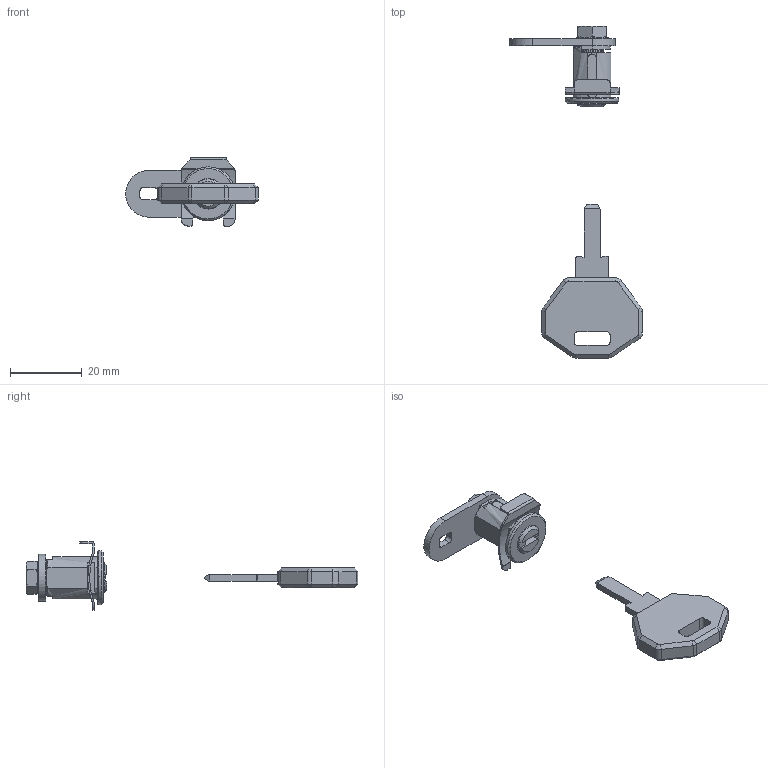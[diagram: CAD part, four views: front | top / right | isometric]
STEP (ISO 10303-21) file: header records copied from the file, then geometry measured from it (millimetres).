
FILE_DESCRIPTION((''),'2;1');
FILE_NAME('','2007-04-02T16:59:59',(''),(''),'','CADfix','');
FILE_SCHEMA(('AUTOMOTIVE_DESIGN { 1 0 10303 214 1 1 1 1 }'));
Length unit declared in the file: millimetre
Bounding box: 36.98 x 92.47 x 19 mm (x, y, z)
Volume: 5355.6 mm3; surface area: 4651.3 mm2
Topology: 7 solids, 7 shells, 249 faces, 667 edges, 438 vertices
Faces by surface type: bspline 249
Entity records: 8091 total; most frequent: CARTESIAN_POINT 4167, ORIENTED_EDGE 1334, EDGE_CURVE 667, VERTEX_POINT 438, QUASI_UNIFORM_CURVE 392, EDGE_LOOP 267, FACE_OUTER_BOUND 249, ADVANCED_FACE 249
